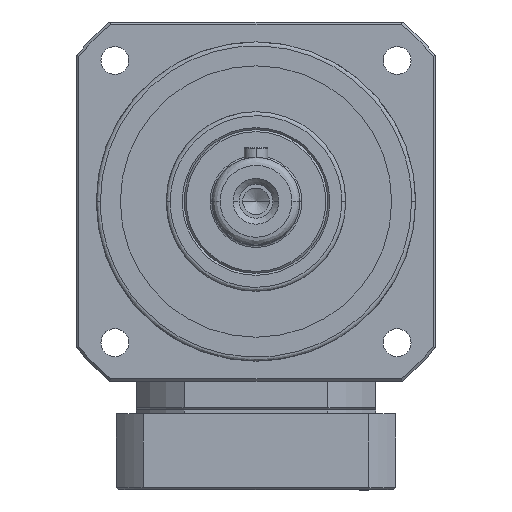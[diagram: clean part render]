
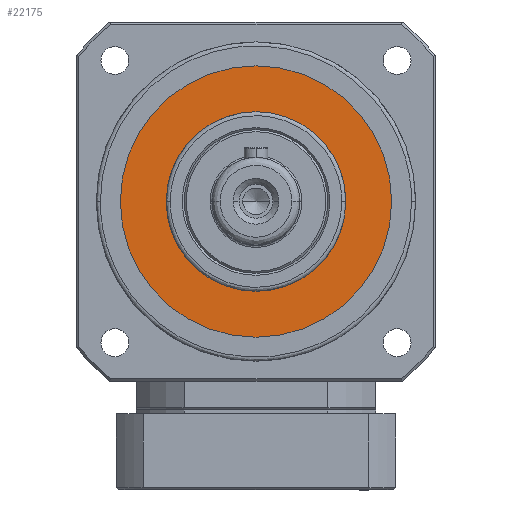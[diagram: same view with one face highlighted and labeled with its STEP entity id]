
A CAD part, top view. The second image highlights one B-rep face of the part: STEP entity #22175.
In plain terms, the highlighted planar face has unit normal (0, 0, 1).
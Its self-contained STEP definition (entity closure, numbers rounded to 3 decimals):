
#280 = AXIS2_PLACEMENT_3D ( 'NONE', #20952, #7359, #23126 ) ;
#400 = FACE_OUTER_BOUND ( 'NONE', #10698, .T. ) ;
#666 = ORIENTED_EDGE ( 'NONE', *, *, #17307, .T. ) ;
#865 = AXIS2_PLACEMENT_3D ( 'NONE', #4542, #20448, #6852 ) ;
#1995 = EDGE_CURVE ( 'NONE', #5208, #9603, #21302, .T. ) ;
#2544 = CIRCLE ( 'NONE', #280, 34. ) ;
#4542 = CARTESIAN_POINT ( 'NONE',  ( 0., 0., 109.49 ) ) ;
#5208 = VERTEX_POINT ( 'NONE', #25279 ) ;
#5263 = VERTEX_POINT ( 'NONE', #22308 ) ;
#6288 = CARTESIAN_POINT ( 'NONE',  ( 0., 0., 109.49 ) ) ;
#6852 = DIRECTION ( 'NONE',  ( -1., 0., 0. ) ) ;
#7359 = DIRECTION ( 'NONE',  ( 0., 0., 1. ) ) ;
#7454 = DIRECTION ( 'NONE',  ( 0., 0., 1. ) ) ;
#7459 = VERTEX_POINT ( 'NONE', #13654 ) ;
#8600 = DIRECTION ( 'NONE',  ( -1., 0., 0. ) ) ;
#9603 = VERTEX_POINT ( 'NONE', #22148 ) ;
#10698 = EDGE_LOOP ( 'NONE', ( #11388, #28442 ) ) ;
#11251 = EDGE_CURVE ( 'NONE', #7459, #5263, #25456, .T. ) ;
#11388 = ORIENTED_EDGE ( 'NONE', *, *, #21307, .T. ) ;
#13654 = CARTESIAN_POINT ( 'NONE',  ( 34., 0., 109.49 ) ) ;
#15145 = AXIS2_PLACEMENT_3D ( 'NONE', #26517, #26459, #26419 ) ;
#16464 = PLANE ( 'NONE',  #24560 ) ;
#16499 = CIRCLE ( 'NONE', #865, 22.5 ) ;
#17307 = EDGE_CURVE ( 'NONE', #9603, #5208, #16499, .T. ) ;
#17835 = FACE_BOUND ( 'NONE', #25149, .T. ) ;
#19401 = AXIS2_PLACEMENT_3D ( 'NONE', #6288, #22153, #8600 ) ;
#20448 = DIRECTION ( 'NONE',  ( 0., 0., -1. ) ) ;
#20952 = CARTESIAN_POINT ( 'NONE',  ( 0., 0., 109.49 ) ) ;
#21037 = CARTESIAN_POINT ( 'NONE',  ( 0., 0., 109.49 ) ) ;
#21302 = CIRCLE ( 'NONE', #15145, 22.5 ) ;
#21307 = EDGE_CURVE ( 'NONE', #5263, #7459, #2544, .T. ) ;
#22148 = CARTESIAN_POINT ( 'NONE',  ( 22.5, 0., 109.49 ) ) ;
#22153 = DIRECTION ( 'NONE',  ( 0., 0., 1. ) ) ;
#22175 = ADVANCED_FACE ( 'NONE', ( #400, #17835 ), #16464, .T. ) ;
#22308 = CARTESIAN_POINT ( 'NONE',  ( -34., 0., 109.49 ) ) ;
#23122 = ORIENTED_EDGE ( 'NONE', *, *, #1995, .T. ) ;
#23126 = DIRECTION ( 'NONE',  ( -1., 0., 0. ) ) ;
#23202 = DIRECTION ( 'NONE',  ( 1., 0., 0. ) ) ;
#24560 = AXIS2_PLACEMENT_3D ( 'NONE', #21037, #7454, #23202 ) ;
#25149 = EDGE_LOOP ( 'NONE', ( #23122, #666 ) ) ;
#25279 = CARTESIAN_POINT ( 'NONE',  ( -22.5, 0., 109.49 ) ) ;
#25456 = CIRCLE ( 'NONE', #19401, 34. ) ;
#26419 = DIRECTION ( 'NONE',  ( -1., 0., 0. ) ) ;
#26459 = DIRECTION ( 'NONE',  ( 0., 0., -1. ) ) ;
#26517 = CARTESIAN_POINT ( 'NONE',  ( 0., 0., 109.49 ) ) ;
#28442 = ORIENTED_EDGE ( 'NONE', *, *, #11251, .T. ) ;
